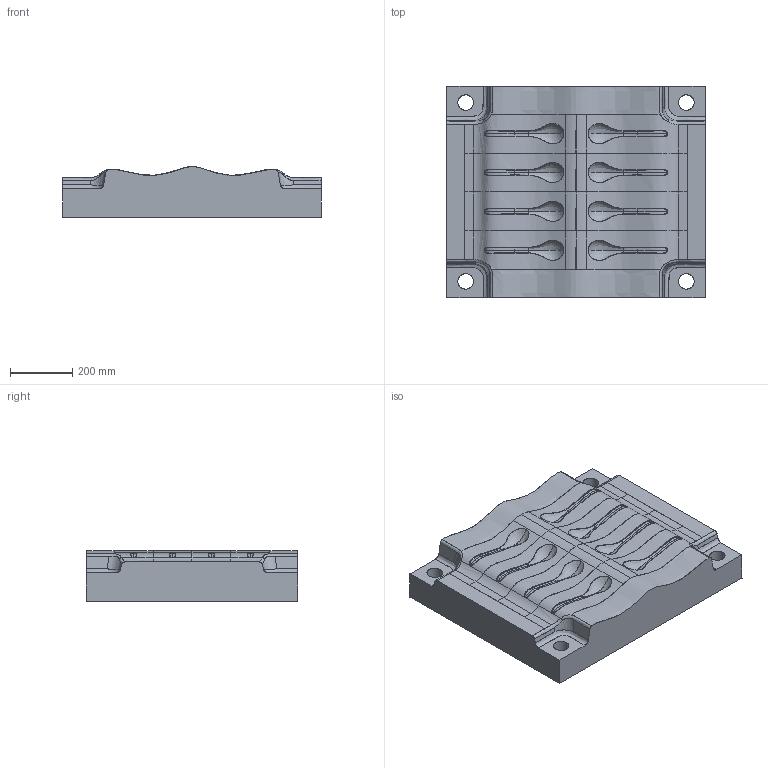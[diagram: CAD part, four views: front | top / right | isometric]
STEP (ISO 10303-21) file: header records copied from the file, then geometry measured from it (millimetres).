
FILE_DESCRIPTION(/* description */ ('AP-214 File'),/* implementation_level */ '2;1');
FILE_NAME(/* name */ 'spoon CORE_ STP',/* time_stamp */ 'Sun Oct 14 18:28:29 2012',/* author */ (''),/* organization */ (''),/* preprocessor_version */ 'DELCAM STEP V1',/* originating_system */ 'Exchange7.0.1005',/* authorisation */ '');
FILE_SCHEMA (('AUTOMOTIVE_DESIGN'));
Bounding box: 830.2 x 680.11 x 162.93 mm (x, y, z)
Surface area: 1594938.8 mm2 (no closed solid volume)
Topology: 0 solids, 377 shells, 377 faces, 4410 edges, 4402 vertices
Faces by surface type: bspline 342, plane 27, cylinder 8
Entity records: 150860 total; most frequent: CARTESIAN_POINT 130518, ORIENTED_EDGE 4426, EDGE_CURVE 4426, B_SPLINE_CURVE_WITH_KNOTS 4426, VERTEX_POINT 4426, STYLED_ITEM 754, EDGE_LOOP 393, OPEN_SHELL 377
